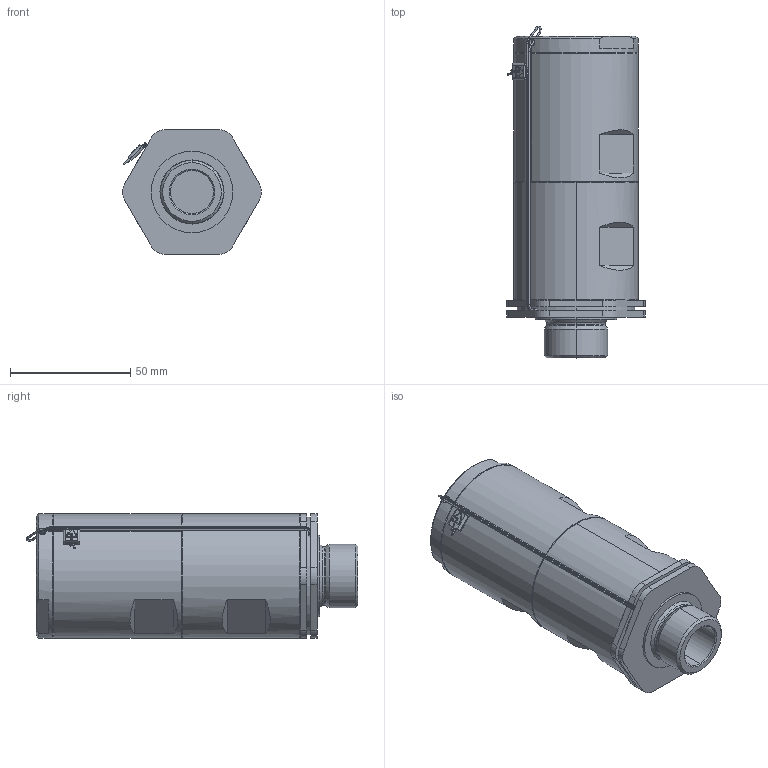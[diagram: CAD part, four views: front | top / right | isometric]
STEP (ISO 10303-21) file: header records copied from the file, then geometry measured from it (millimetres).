
FILE_DESCRIPTION (( 'STEP AP214' ), '1' );
FILE_NAME ('1945-20_MF_2015.STEP', '2019-10-16T13:42:24', ( '' ), ( '' ), 'SwSTEP 2.0', 'SolidWorks 2018', '' );
FILE_SCHEMA (( 'AUTOMOTIVE_DESIGN' ));
Length unit declared in the file: millimetre
Products named in the file (2): 1945-20_MF_2015
Bounding box: 57.88 x 138.27 x 52 mm (x, y, z)
Volume: 101911.4 mm3; surface area: 54519.5 mm2
Topology: 8 solids, 8 shells, 273 faces, 621 edges, 378 vertices
Faces by surface type: plane 89, cylinder 87, cone 43, bspline 40, torus 14
Entity records: 12176 total; most frequent: CARTESIAN_POINT 3058, DIRECTION 1301, ORIENTED_EDGE 1242, EDGE_CURVE 621, AXIS2_PLACEMENT_3D 503, VERTEX_POINT 378, EDGE_LOOP 303, LINE 295
